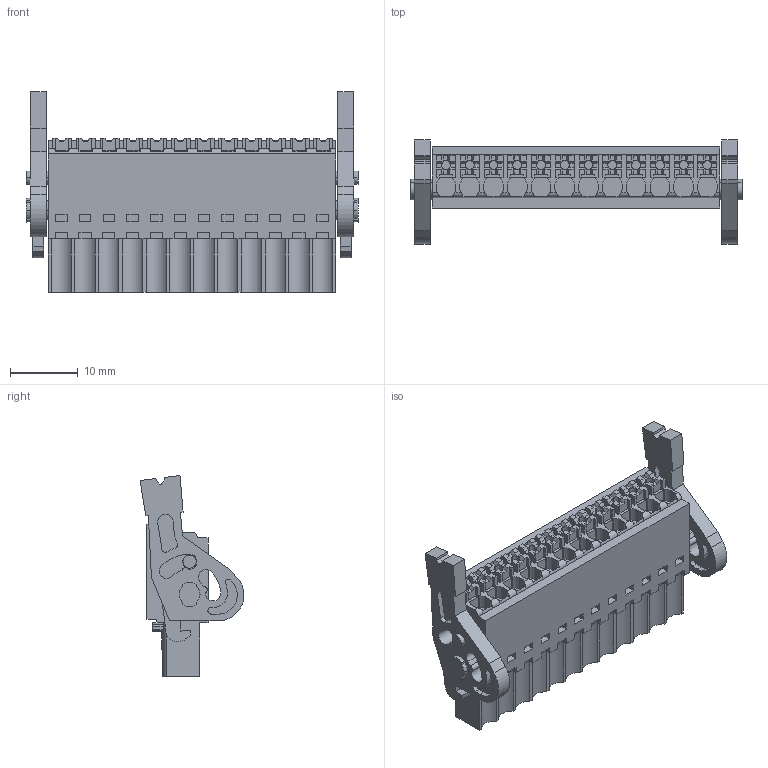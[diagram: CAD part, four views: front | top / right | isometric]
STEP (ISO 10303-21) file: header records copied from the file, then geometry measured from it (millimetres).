
FILE_DESCRIPTION(('CATIA V5 STEP Exchange','CAx-IF Rec.Pracs.--- Model Styling and Organization---1.2---2011-12-15'),'2;1');
FILE_NAME ('D1462594_0', '2017-04-26T09:05:41+00:00', ('none'), ('Weidmueller'), 'CATIA Version 5-6 Release 2014', 'CATIA V5 STEP AP214', 'none');
FILE_SCHEMA(('AUTOMOTIVE_DESIGN { 1 0 10303 214 1 1 1 1 }'));
Length unit declared in the file: millimetre
Products named in the file (1): 2459940000
Bounding box: 48.9 x 15.3 x 29.59 mm (x, y, z)
Volume: 6933.4 mm3; surface area: 6346.3 mm2
Topology: 15 solids, 15 shells, 1298 faces, 3773 edges, 2541 vertices
Faces by surface type: plane 1113, cylinder 185
Entity records: 39245 total; most frequent: CARTESIAN_POINT 7798, ORIENTED_EDGE 7546, DIRECTION 4849, EDGE_CURVE 3773, VECTOR 3058, LINE 3058, VERTEX_POINT 2541, EDGE_LOOP 1370
